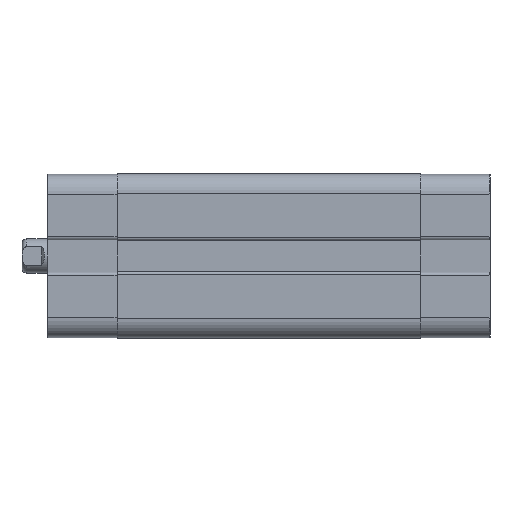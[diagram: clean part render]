
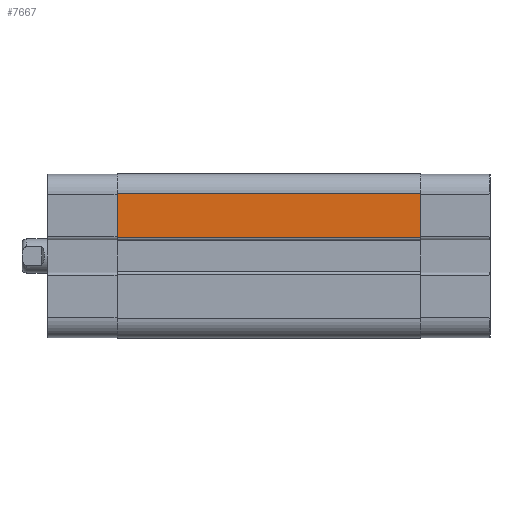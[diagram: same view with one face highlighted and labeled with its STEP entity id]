
A CAD part, left-side view. The second image highlights one B-rep face of the part: STEP entity #7667.
In plain terms, the highlighted planar face has unit normal (-1, 0, 0).
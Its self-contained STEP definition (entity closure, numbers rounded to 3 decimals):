
#4954=CARTESIAN_POINT('',(-14.525,26.75,3.25));
#4955=VERTEX_POINT('',#4954);
#4963=CARTESIAN_POINT('',(-14.525,26.75,11.025));
#4964=VERTEX_POINT('',#4963);
#4965=CARTESIAN_POINT('',(-14.525,26.75,11.025));
#4966=DIRECTION('',(0.0,0.0,-1.0));
#4967=VECTOR('',#4966,7.775);
#4968=LINE('',#4965,#4967);
#4969=EDGE_CURVE('',#4964,#4955,#4968,.T.);
#7038=CARTESIAN_POINT('',(-14.525,-26.75,11.025));
#7039=VERTEX_POINT('',#7038);
#7047=CARTESIAN_POINT('',(-14.525,-26.75,3.25));
#7048=VERTEX_POINT('',#7047);
#7049=CARTESIAN_POINT('',(-14.525,-26.75,3.25));
#7050=DIRECTION('',(0.0,0.0,1.0));
#7051=VECTOR('',#7050,7.775);
#7052=LINE('',#7049,#7051);
#7053=EDGE_CURVE('',#7048,#7039,#7052,.T.);
#7640=CARTESIAN_POINT('',(-14.525,26.75,11.025));
#7641=DIRECTION('',(0.0,-1.0,0.0));
#7642=VECTOR('',#7641,53.5);
#7643=LINE('',#7640,#7642);
#7644=EDGE_CURVE('',#4964,#7039,#7643,.T.);
#7651=CARTESIAN_POINT('',(-14.525,0.0,11.025));
#7652=DIRECTION('',(-1.0,0.0,0.0));
#7653=DIRECTION('',(0.0,0.0,1.0));
#7654=AXIS2_PLACEMENT_3D('',#7651,#7652,#7653);
#7655=PLANE('',#7654);
#7656=ORIENTED_EDGE('',*,*,#4969,.T.);
#7657=CARTESIAN_POINT('',(-14.525,26.75,3.25));
#7658=DIRECTION('',(0.0,-1.0,0.0));
#7659=VECTOR('',#7658,53.5);
#7660=LINE('',#7657,#7659);
#7661=EDGE_CURVE('',#4955,#7048,#7660,.T.);
#7662=ORIENTED_EDGE('',*,*,#7661,.T.);
#7663=ORIENTED_EDGE('',*,*,#7053,.T.);
#7664=ORIENTED_EDGE('',*,*,#7644,.F.);
#7665=EDGE_LOOP('',(#7656,#7662,#7663,#7664));
#7666=FACE_OUTER_BOUND('',#7665,.T.);
#7667=ADVANCED_FACE('',(#7666),#7655,.T.);
